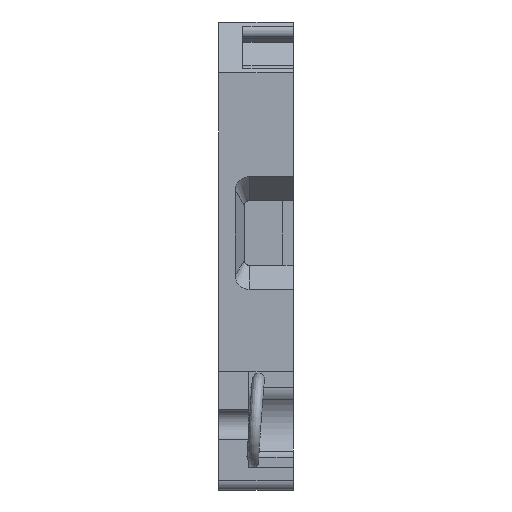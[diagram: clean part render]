
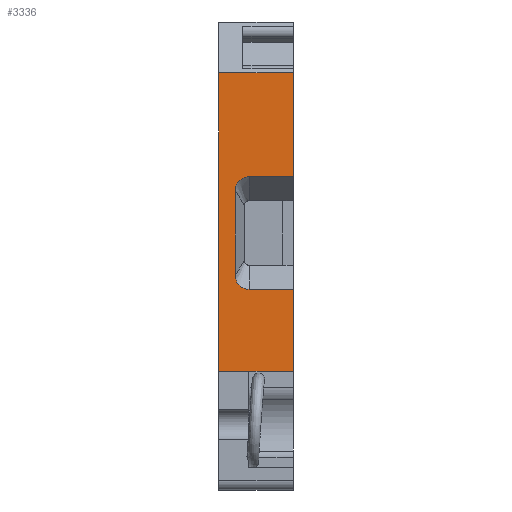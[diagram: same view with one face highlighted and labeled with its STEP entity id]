
A CAD part, left-side view. The second image highlights one B-rep face of the part: STEP entity #3336.
In plain terms, the highlighted planar face has unit normal (-1, 0, 0).
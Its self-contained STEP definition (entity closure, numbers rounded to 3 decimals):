
#41=B_SPLINE_CURVE_WITH_KNOTS('',3,(#5106,#5107,#5108,#5109,#5110,#5111,
#5112),.UNSPECIFIED.,.F.,.F.,(4,1,1,1,4),(0.,0.25,0.5,0.75,1.),
 .UNSPECIFIED.);
#42=B_SPLINE_CURVE_WITH_KNOTS('',3,(#5124,#5125,#5126,#5127,#5128,#5129,
#5130),.UNSPECIFIED.,.F.,.F.,(4,1,1,1,4),(0.,0.25,0.5,0.75,1.),
 .UNSPECIFIED.);
#145=LINE('',#4952,#412);
#203=LINE('',#5104,#470);
#204=LINE('',#5115,#471);
#205=LINE('',#5117,#472);
#206=LINE('',#5119,#473);
#207=LINE('',#5120,#474);
#208=LINE('',#5122,#475);
#209=LINE('',#5132,#476);
#412=VECTOR('',#3891,1000.);
#470=VECTOR('',#4013,1000.);
#471=VECTOR('',#4016,1000.);
#472=VECTOR('',#4017,1000.);
#473=VECTOR('',#4018,1000.);
#474=VECTOR('',#4019,1000.);
#475=VECTOR('',#4020,1000.);
#476=VECTOR('',#4021,1000.);
#996=ORIENTED_EDGE('',*,*,#1525,.F.);
#997=ORIENTED_EDGE('',*,*,#1526,.T.);
#998=ORIENTED_EDGE('',*,*,#1527,.F.);
#999=ORIENTED_EDGE('',*,*,#1528,.F.);
#1000=ORIENTED_EDGE('',*,*,#1454,.T.);
#1001=ORIENTED_EDGE('',*,*,#1524,.T.);
#1002=ORIENTED_EDGE('',*,*,#1529,.F.);
#1003=ORIENTED_EDGE('',*,*,#1530,.T.);
#1004=ORIENTED_EDGE('',*,*,#1531,.F.);
#1005=ORIENTED_EDGE('',*,*,#1532,.T.);
#1454=EDGE_CURVE('',#1761,#1762,#145,.T.);
#1524=EDGE_CURVE('',#1762,#1808,#203,.T.);
#1525=EDGE_CURVE('',#1809,#1810,#41,.F.);
#1526=EDGE_CURVE('',#1809,#1811,#204,.T.);
#1527=EDGE_CURVE('',#1812,#1811,#205,.T.);
#1528=EDGE_CURVE('',#1761,#1812,#206,.T.);
#1529=EDGE_CURVE('',#1813,#1808,#207,.T.);
#1530=EDGE_CURVE('',#1813,#1814,#208,.T.);
#1531=EDGE_CURVE('',#1815,#1814,#42,.F.);
#1532=EDGE_CURVE('',#1815,#1810,#209,.T.);
#1761=VERTEX_POINT('',#4953);
#1762=VERTEX_POINT('',#4954);
#1808=VERTEX_POINT('',#5103);
#1809=VERTEX_POINT('',#5113);
#1810=VERTEX_POINT('',#5114);
#1811=VERTEX_POINT('',#5116);
#1812=VERTEX_POINT('',#5118);
#1813=VERTEX_POINT('',#5121);
#1814=VERTEX_POINT('',#5123);
#1815=VERTEX_POINT('',#5131);
#2035=EDGE_LOOP('',(#996,#997,#998,#999,#1000,#1001,#1002,#1003,#1004,#1005));
#2182=FACE_BOUND('',#2035,.T.);
#2294=PLANE('',#3525);
#3336=ADVANCED_FACE('',(#2182),#2294,.T.);
#3525=AXIS2_PLACEMENT_3D('',#5105,#4014,#4015);
#3891=DIRECTION('',(0.,0.,-1.));
#4013=DIRECTION('',(0.,-1.,0.));
#4014=DIRECTION('',(-1.,0.,0.));
#4015=DIRECTION('',(0.,-1.,0.));
#4016=DIRECTION('',(0.,-1.,0.));
#4017=DIRECTION('',(0.,0.,-1.));
#4018=DIRECTION('',(0.,-1.,0.));
#4019=DIRECTION('',(0.,0.,-1.));
#4020=DIRECTION('',(0.,1.,0.));
#4021=DIRECTION('',(0.,0.,1.));
#4952=CARTESIAN_POINT('',(-32.5,0.,33.221));
#4953=CARTESIAN_POINT('',(-32.5,0.,33.221));
#4954=CARTESIAN_POINT('',(-32.5,0.,1.271));
#5103=CARTESIAN_POINT('',(-32.5,-8.,1.271));
#5104=CARTESIAN_POINT('',(-32.5,0.,1.271));
#5105=CARTESIAN_POINT('',(-32.5,0.,33.221));
#5106=CARTESIAN_POINT('',(-32.5,-1.763,20.611));
#5107=CARTESIAN_POINT('',(-32.5,-1.763,20.82));
#5108=CARTESIAN_POINT('',(-32.5,-1.833,21.203));
#5109=CARTESIAN_POINT('',(-32.5,-2.178,21.705));
#5110=CARTESIAN_POINT('',(-32.5,-2.68,22.05));
#5111=CARTESIAN_POINT('',(-32.5,-3.063,22.121));
#5112=CARTESIAN_POINT('',(-32.5,-3.272,22.121));
#5113=CARTESIAN_POINT('',(-32.5,-3.272,22.121));
#5114=CARTESIAN_POINT('',(-32.5,-1.763,20.611));
#5115=CARTESIAN_POINT('',(-32.5,-8.,22.121));
#5116=CARTESIAN_POINT('',(-32.5,-8.,22.121));
#5117=CARTESIAN_POINT('',(-32.5,-8.,33.221));
#5118=CARTESIAN_POINT('',(-32.5,-8.,33.221));
#5119=CARTESIAN_POINT('',(-32.5,0.,33.221));
#5120=CARTESIAN_POINT('',(-32.5,-8.,33.221));
#5121=CARTESIAN_POINT('',(-32.5,-8.,10.048));
#5122=CARTESIAN_POINT('',(-32.5,-8.,10.048));
#5123=CARTESIAN_POINT('',(-32.5,-3.272,10.048));
#5124=CARTESIAN_POINT('',(-32.5,-3.272,10.048));
#5125=CARTESIAN_POINT('',(-32.5,-3.063,10.048));
#5126=CARTESIAN_POINT('',(-32.5,-2.68,10.119));
#5127=CARTESIAN_POINT('',(-32.5,-2.179,10.464));
#5128=CARTESIAN_POINT('',(-32.5,-1.833,10.966));
#5129=CARTESIAN_POINT('',(-32.5,-1.763,11.349));
#5130=CARTESIAN_POINT('',(-32.5,-1.763,11.557));
#5131=CARTESIAN_POINT('',(-32.5,-1.763,11.557));
#5132=CARTESIAN_POINT('',(-32.5,-1.763,11.557));
